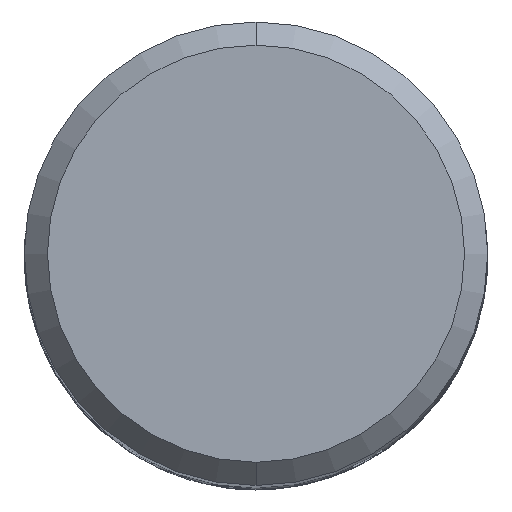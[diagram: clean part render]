
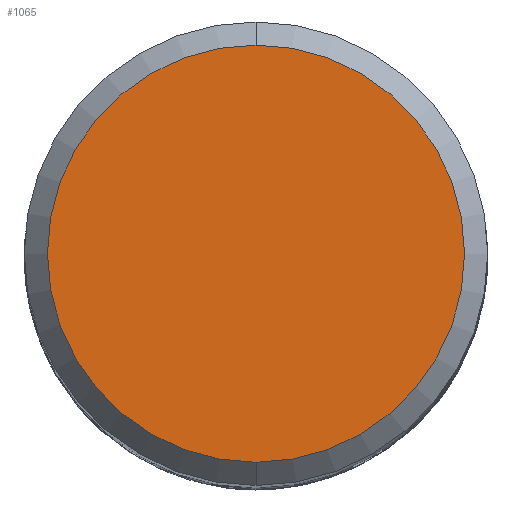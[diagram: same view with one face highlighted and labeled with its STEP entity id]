
A CAD part, top view. The second image highlights one B-rep face of the part: STEP entity #1065.
In plain terms, the highlighted planar face has unit normal (0, 0, 1).
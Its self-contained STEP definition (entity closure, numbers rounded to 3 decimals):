
#1065=ADVANCED_FACE('',(#3141),#3142,.T.);
#1173=VERTEX_POINT('',#3267);
#1255=VERTEX_POINT('',#3359);
#2399=EDGE_CURVE('',#1255,#1173,#4609,.T.);
#2827=EDGE_CURVE('',#1173,#1255,#5063,.T.);
#3141=FACE_OUTER_BOUND('',#5439,.T.);
#3142=PLANE('',#5440);
#3267=CARTESIAN_POINT('',(0.0,7.2,0.0));
#3359=CARTESIAN_POINT('',(0.,-7.2,0.0));
#4609=CIRCLE('',#17444,7.2);
#5063=CIRCLE('',#21055,7.2);
#5439=EDGE_LOOP('',(#23759,#23760));
#5440=AXIS2_PLACEMENT_3D('',#23761,#23762,#23763);
#17444=AXIS2_PLACEMENT_3D('',#25400,#25401,#25402);
#21055=AXIS2_PLACEMENT_3D('',#25792,#25793,#25794);
#23759=ORIENTED_EDGE('',*,*,#2827,.F.);
#23760=ORIENTED_EDGE('',*,*,#2399,.F.);
#23761=CARTESIAN_POINT('',(0.0,3.6,0.0));
#23762=DIRECTION('',(-0.0,0.0,1.0));
#23763=DIRECTION('',(0.0,-1.0,0.0));
#25400=CARTESIAN_POINT('',(0.0,0.0,0.0));
#25401=DIRECTION('',(0.0,0.0,-1.0));
#25402=DIRECTION('',(0.0,1.0,0.0));
#25792=CARTESIAN_POINT('',(0.0,0.0,0.0));
#25793=DIRECTION('',(0.0,0.0,-1.0));
#25794=DIRECTION('',(0.0,1.0,0.0));
